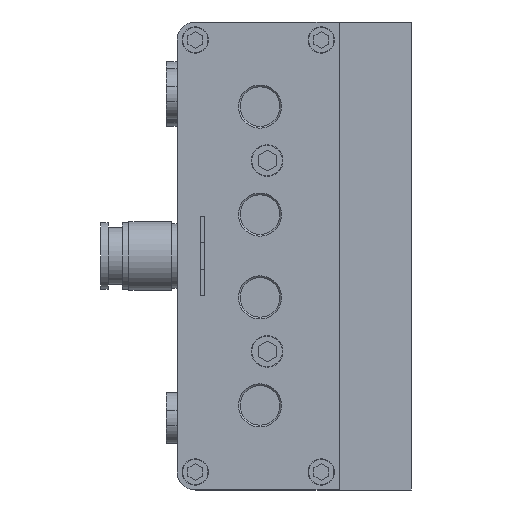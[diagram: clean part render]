
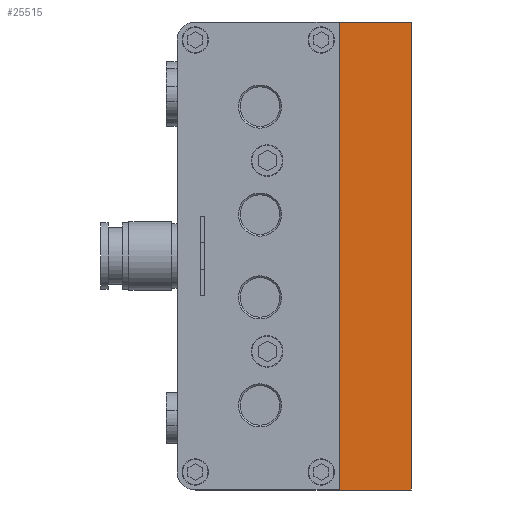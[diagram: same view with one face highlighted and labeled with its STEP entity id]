
A CAD part, left-side view. The second image highlights one B-rep face of the part: STEP entity #25515.
In plain terms, the highlighted planar face has unit normal (-1, 0, 0).
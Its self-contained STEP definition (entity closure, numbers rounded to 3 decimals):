
#2651 = EDGE_LOOP ( 'NONE', ( #6958, #13073, #35415, #26086 ) ) ;
#3306 = LINE ( 'NONE', #14612, #24732 ) ;
#4525 = VERTEX_POINT ( 'NONE', #18483 ) ;
#4610 = FACE_OUTER_BOUND ( 'NONE', #2651, .T. ) ;
#6958 = ORIENTED_EDGE ( 'NONE', *, *, #22983, .T. ) ;
#8188 = LINE ( 'NONE', #13751, #24853 ) ;
#8210 = VECTOR ( 'NONE', #25488, 1000. ) ;
#8696 = EDGE_CURVE ( 'NONE', #15335, #19287, #30169, .T. ) ;
#10102 = CARTESIAN_POINT ( 'NONE',  ( -428., 0., 65. ) ) ;
#12929 = CARTESIAN_POINT ( 'NONE',  ( -428., -20., 65. ) ) ;
#13073 = ORIENTED_EDGE ( 'NONE', *, *, #17312, .F. ) ;
#13443 = AXIS2_PLACEMENT_3D ( 'NONE', #23639, #29186, #22783 ) ;
#13751 = CARTESIAN_POINT ( 'NONE',  ( -428., 0., 65. ) ) ;
#14612 = CARTESIAN_POINT ( 'NONE',  ( -428., -20., 65. ) ) ;
#15335 = VERTEX_POINT ( 'NONE', #12929 ) ;
#17312 = EDGE_CURVE ( 'NONE', #4525, #18940, #23895, .T. ) ;
#18326 = DIRECTION ( 'NONE',  ( 0., 1., 0. ) ) ;
#18483 = CARTESIAN_POINT ( 'NONE',  ( -428., -20., -65. ) ) ;
#18940 = VERTEX_POINT ( 'NONE', #30059 ) ;
#19062 = EDGE_CURVE ( 'NONE', #15335, #4525, #3306, .T. ) ;
#19287 = VERTEX_POINT ( 'NONE', #10102 ) ;
#19532 = VECTOR ( 'NONE', #18326, 1000. ) ;
#20837 = CARTESIAN_POINT ( 'NONE',  ( -428., -20., -65. ) ) ;
#22783 = DIRECTION ( 'NONE',  ( 0., 0., -1. ) ) ;
#22983 = EDGE_CURVE ( 'NONE', #19287, #18940, #8188, .T. ) ;
#23639 = CARTESIAN_POINT ( 'NONE',  ( -428., -20., 65. ) ) ;
#23822 = PLANE ( 'NONE',  #13443 ) ;
#23895 = LINE ( 'NONE', #20837, #19532 ) ;
#24732 = VECTOR ( 'NONE', #31106, 1000. ) ;
#24853 = VECTOR ( 'NONE', #30613, 1000. ) ;
#25488 = DIRECTION ( 'NONE',  ( 0., 1., 0. ) ) ;
#25515 = ADVANCED_FACE ( 'NONE', ( #4610 ), #23822, .F. ) ;
#26086 = ORIENTED_EDGE ( 'NONE', *, *, #8696, .T. ) ;
#28002 = CARTESIAN_POINT ( 'NONE',  ( -428., -20., 65. ) ) ;
#29186 = DIRECTION ( 'NONE',  ( 1., 0., 0. ) ) ;
#30059 = CARTESIAN_POINT ( 'NONE',  ( -428., 0., -65. ) ) ;
#30169 = LINE ( 'NONE', #28002, #8210 ) ;
#30613 = DIRECTION ( 'NONE',  ( 0., 0., -1. ) ) ;
#31106 = DIRECTION ( 'NONE',  ( 0., 0., -1. ) ) ;
#35415 = ORIENTED_EDGE ( 'NONE', *, *, #19062, .F. ) ;
